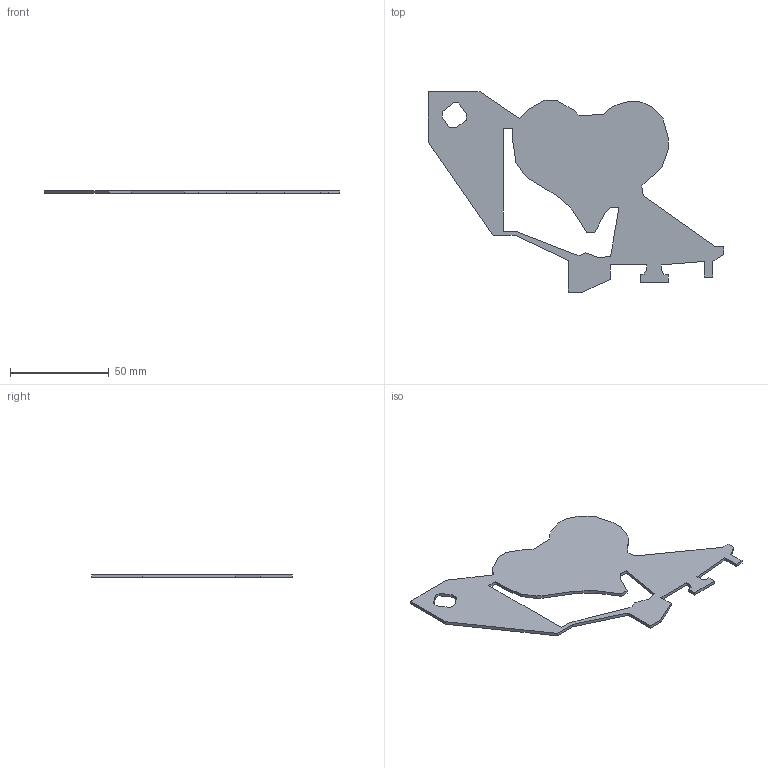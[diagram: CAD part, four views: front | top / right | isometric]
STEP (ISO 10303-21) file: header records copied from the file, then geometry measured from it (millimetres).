
FILE_DESCRIPTION(('KiCad electronic assembly'),'2;1');
FILE_NAME('proto-for-mfg-.0625-acrylic.step','2025-04-26T15:40:19',( 'Pcbnew'),('Kicad'),'Open CASCADE STEP processor 7.8', 'KiCad to STEP converter','Unknown');
FILE_SCHEMA(('AUTOMOTIVE_DESIGN { 1 0 10303 214 1 1 1 1 }'));
Length unit declared in the file: millimetre
Products named in the file (2): proto-for-mfg-.0625-acrylic 1; proto-for-mfg_PCB
Assembly tree (1 placements, depth 2):
  proto-for-mfg-.0625-acrylic 1
    proto-for-mfg_PCB
Bounding box: 149.3 x 101.22 x 1.51 mm (x, y, z)
Volume: 10850.1 mm3; surface area: 15540.7 mm2
Topology: 1 solids, 1 shells, 80 faces, 234 edges, 156 vertices
Faces by surface type: plane 80
Entity records: 2643 total; most frequent: CARTESIAN_POINT 472, ORIENTED_EDGE 468, DIRECTION 398, EDGE_CURVE 234, LINE 234, VECTOR 234, VERTEX_POINT 156, FACE_BOUND 84
